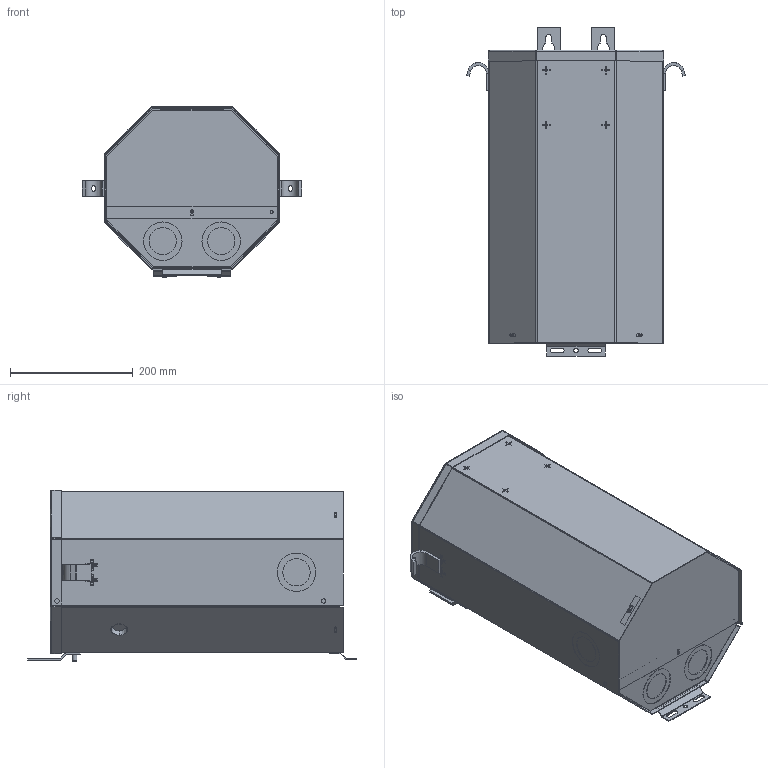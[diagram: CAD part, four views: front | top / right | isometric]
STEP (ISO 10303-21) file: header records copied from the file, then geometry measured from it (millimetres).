
FILE_DESCRIPTION (( 'STEP AP214' ), '1' );
FILE_NAME ('T243570.STEP', '2017-10-31T18:26:21', ( '' ), ( '' ), 'SwSTEP 2.0', 'SolidWorks 2017', '' );
FILE_SCHEMA (( 'AUTOMOTIVE_DESIGN' ));
Length unit declared in the file: inch
Products named in the file (12): D  7-700087-  F; T243570; C  1-700196-; A  1-115443-; C  4-700197-; A  1-702303-; A  8-1430301-; C  1-700198-; D  7-700087-; A  1-85784-; A   -700716-; D  7-700087-  R
Assembly tree (14 placements, depth 3):
  T243570
    D  7-700087-
      A  1-85784-  x2
      A  1-702303-
      D  7-700087-  R
      C  1-700196-
      A  8-1430301-  x2
      D  7-700087-  F
    A   -700716-
    A  1-115443-  x2
    C  1-700198-
    C  4-700197-
Bounding box: 357.04 x 535.56 x 279.6 mm (x, y, z)
Volume: 809592.6 mm3; surface area: 1257408.5 mm2
Topology: 13 solids, 13 shells, 697 faces, 1649 edges, 1020 vertices
Faces by surface type: plane 466, cylinder 195, bspline 20, cone 12, torus 4
Entity records: 19966 total; most frequent: CARTESIAN_POINT 4263, DIRECTION 3138, ORIENTED_EDGE 3068, EDGE_CURVE 1534, VECTOR 1140, LINE 1140, AXIS2_PLACEMENT_3D 999, VERTEX_POINT 952
